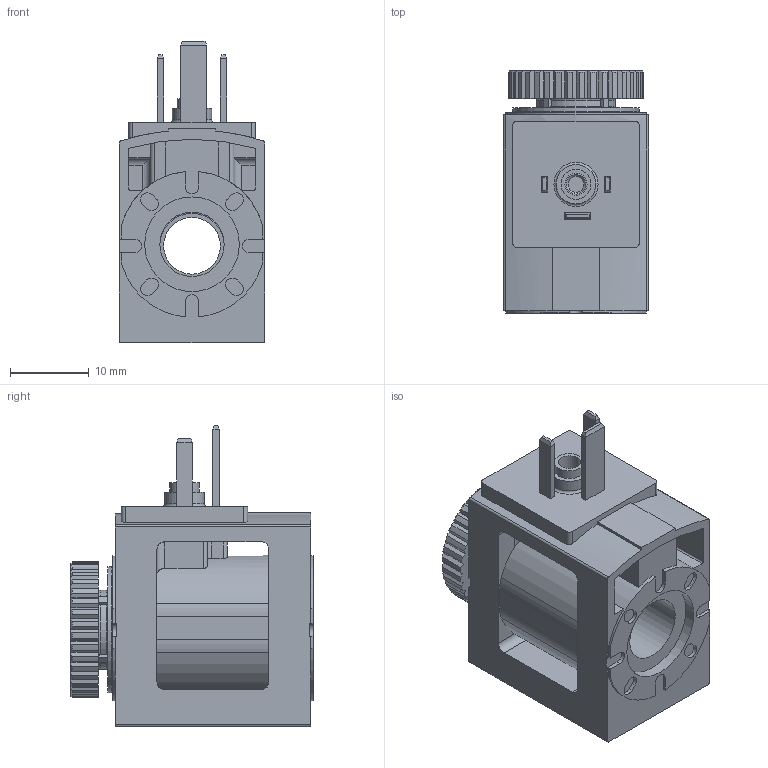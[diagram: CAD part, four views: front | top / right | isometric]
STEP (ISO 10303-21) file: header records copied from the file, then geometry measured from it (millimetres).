
FILE_DESCRIPTION(/* description */ ('STEP AP214'),/* implementation_level */ '2;1');
FILE_NAME(/* name */ '8025330_VACS-C-C1-1',/* time_stamp */ '2024-09-12T09:19:42+02:00',/* author */ ('License CC BY-ND 4.0'),/* organization */ ('CADENAS'),/* preprocessor_version */ 'ST-DEVELOPER v19.3',/* originating_system */ 'PARTsolutions',/* authorisation */ ' ');
FILE_SCHEMA (('AUTOMOTIVE_DESIGN {1 0 10303 214 3 1 1}'));
Length unit declared in the file: millimetre
Products named in the file (3): 8025330 VACS-C-C1-1; 8085224 VACS-C-C1-1; 2197345 VACS-C-C1
Assembly tree (2 placements, depth 2):
  8025330 VACS-C-C1-1
    8085224 VACS-C-C1-1
    2197345 VACS-C-C1
Bounding box: 18.4 x 30.7 x 38.25 mm (x, y, z)
Volume: 10160.4 mm3; surface area: 6149.2 mm2
Topology: 2 solids, 2 shells, 401 faces, 1103 edges, 728 vertices
Faces by surface type: plane 231, cylinder 120, cone 40, torus 10
Full cylindrical faces by diameter (mm): 2.013 x1, 2.8 x1, 3.8 x1, 5 x1, 7.188 x1, 8.15 x1, 8.2 x1, 10 x1, 12 x2, 15.25 x1, 16 x1
Entity records: 14314 total; most frequent: CARTESIAN_POINT 2547, ORIENTED_EDGE 2170, DIRECTION 2077, EDGE_CURVE 1085, VERTEX_POINT 728, AXIS2_PLACEMENT_3D 694, LINE 689, VECTOR 689
